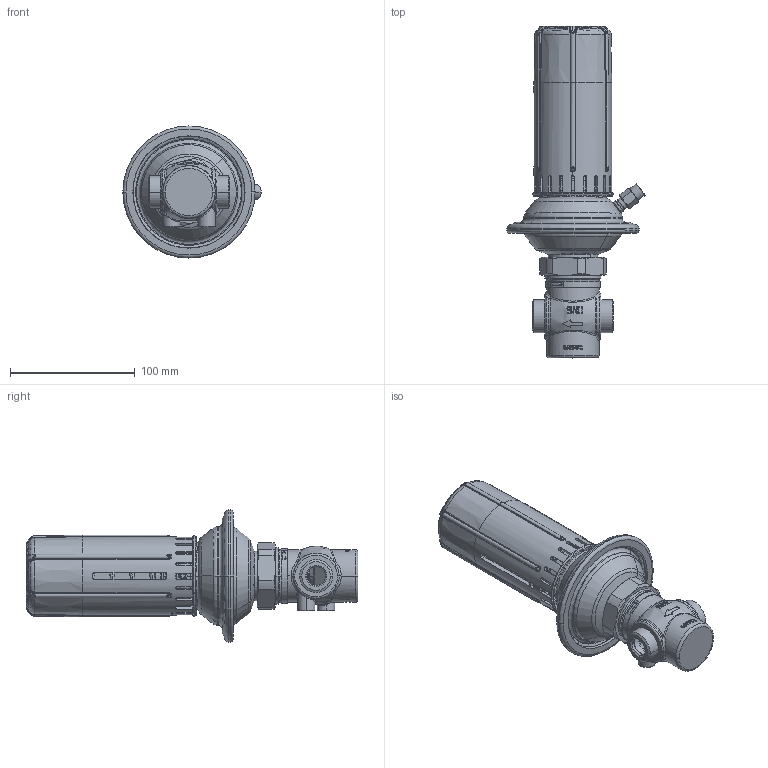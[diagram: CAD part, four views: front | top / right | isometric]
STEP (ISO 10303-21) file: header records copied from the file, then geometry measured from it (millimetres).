
FILE_DESCRIPTION((''),'2;1');
FILE_NAME('AVP_DN15_1_6','2015-03-02T',('u317927'),('Danfoss'),'PRO/ENGINEER BY PARAMETRIC TECHNOLOGY CORPORATION, 2014000','PRO/ENGINEER BY PARAMETRIC TECHNOLOGY CORPORATION, 2014000','');
FILE_SCHEMA(('CONFIG_CONTROL_DESIGN'));
Products named in the file (1): AVP_DN15_1_6
Bounding box: 110.92 x 266.23 x 106 mm (x, y, z)
Volume: 330604.2 mm3; surface area: 203355.8 mm2
Topology: 2 solids, 2 shells, 3073 faces, 8190 edges, 5113 vertices
Faces by surface type: plane 1213, bspline 620, cylinder 589, cone 330, torus 295, sphere 20, extrusion 6
Entity records: 147427 total; most frequent: CARTESIAN_POINT 77655, ORIENTED_EDGE 16352, DIRECTION 12275, EDGE_CURVE 8176, VERTEX_POINT 5113, AXIS2_PLACEMENT_3D 4887, B_SPLINE_CURVE_WITH_KNOTS 3247, EDGE_LOOP 3211
